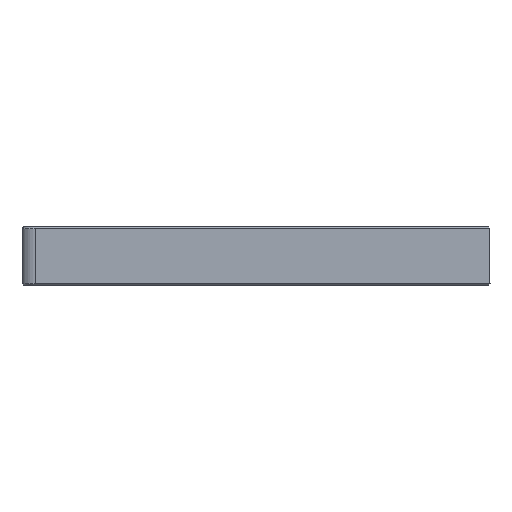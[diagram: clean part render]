
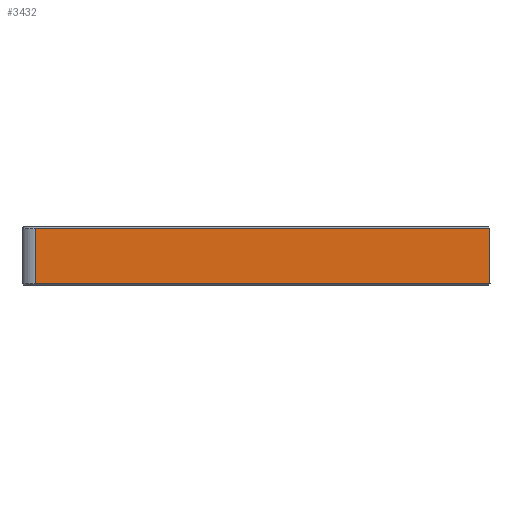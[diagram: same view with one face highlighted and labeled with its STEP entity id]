
A CAD part, front view. The second image highlights one B-rep face of the part: STEP entity #3432.
In plain terms, the highlighted face is planar.
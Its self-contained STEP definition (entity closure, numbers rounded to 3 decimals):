
#327=FACE_OUTER_BOUND('',#537,.T.);
#537=EDGE_LOOP('',(#2838,#2839,#2840,#2841));
#778=LINE('',#5176,#1168);
#898=LINE('',#5572,#1288);
#899=LINE('',#5575,#1289);
#900=LINE('',#5576,#1290);
#1168=VECTOR('',#4166,10.);
#1288=VECTOR('',#4486,10.);
#1289=VECTOR('',#4489,10.);
#1290=VECTOR('',#4490,4.);
#1527=VERTEX_POINT('',#5171);
#1528=VERTEX_POINT('',#5175);
#1610=VERTEX_POINT('',#5540);
#1617=VERTEX_POINT('',#5574);
#1884=EDGE_CURVE('',#1527,#1528,#778,.T.);
#2043=EDGE_CURVE('',#1527,#1610,#898,.T.);
#2044=EDGE_CURVE('',#1610,#1617,#899,.T.);
#2045=EDGE_CURVE('',#1617,#1528,#900,.T.);
#2838=ORIENTED_EDGE('',*,*,#1884,.F.);
#2839=ORIENTED_EDGE('',*,*,#2043,.T.);
#2840=ORIENTED_EDGE('',*,*,#2044,.T.);
#2841=ORIENTED_EDGE('',*,*,#2045,.T.);
#3254=PLANE('',#3708);
#3432=ADVANCED_FACE('',(#327),#3254,.F.);
#3708=AXIS2_PLACEMENT_3D('',#5573,#4487,#4488);
#4166=DIRECTION('',(-1.,0.,0.));
#4486=DIRECTION('',(0.,-1.,0.));
#4487=DIRECTION('center_axis',(0.,0.,
1.));
#4488=DIRECTION('ref_axis',(1.,0.,0.));
#4489=DIRECTION('',(-1.,0.,0.));
#4490=DIRECTION('',(0.,1.,0.));
#5171=CARTESIAN_POINT('',(-0.2,-185.4,-17.));
#5175=CARTESIAN_POINT('',(-116.536,-185.4,-17.));
#5176=CARTESIAN_POINT('',(60.,-185.4,-17.));
#5540=CARTESIAN_POINT('',(-0.2,-199.5,-17.));
#5572=CARTESIAN_POINT('',(-0.2,-188.75,-17.));
#5573=CARTESIAN_POINT('Origin',(120.,-185.,-17.));
#5574=CARTESIAN_POINT('',(-116.536,-199.5,-17.));
#5575=CARTESIAN_POINT('',(60.,-199.5,-17.));
#5576=CARTESIAN_POINT('',(-116.536,-185.,-17.));
